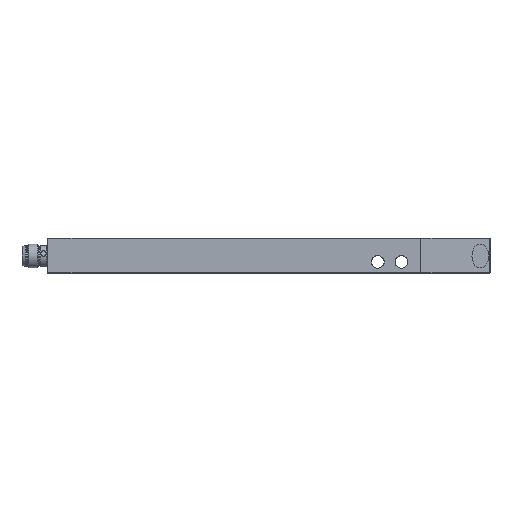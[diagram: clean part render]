
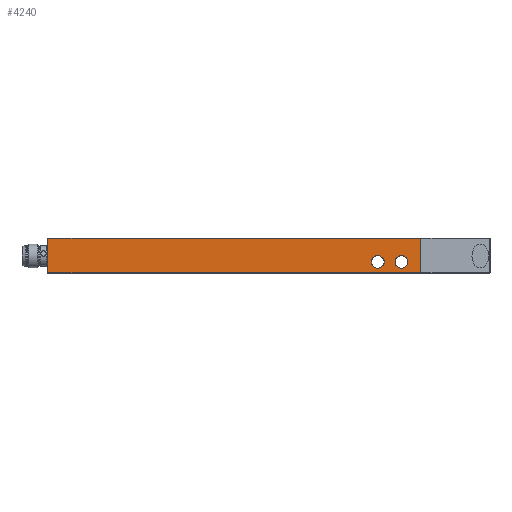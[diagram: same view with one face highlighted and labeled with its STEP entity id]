
A CAD part, front view. The second image highlights one B-rep face of the part: STEP entity #4240.
In plain terms, the highlighted planar face has unit normal (0, -1, 0).
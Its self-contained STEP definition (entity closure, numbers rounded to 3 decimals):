
#232=FACE_BOUND('',#950,.T.);
#233=FACE_BOUND('',#951,.T.);
#397=CIRCLE('',#4663,2.15);
#398=CIRCLE('',#4664,2.15);
#399=CIRCLE('',#4665,2.15);
#400=CIRCLE('',#4666,2.15);
#669=FACE_OUTER_BOUND('',#949,.T.);
#949=EDGE_LOOP('',(#3250,#3251,#3252,#3253));
#950=EDGE_LOOP('',(#3254,#3255));
#951=EDGE_LOOP('',(#3256,#3257));
#1283=LINE('',#7181,#1558);
#1284=LINE('',#7183,#1559);
#1285=LINE('',#7185,#1560);
#1286=LINE('',#7186,#1561);
#1558=VECTOR('',#5658,10.);
#1559=VECTOR('',#5659,10.);
#1560=VECTOR('',#5660,10.);
#1561=VECTOR('',#5661,10.);
#1904=VERTEX_POINT('',#7179);
#1905=VERTEX_POINT('',#7180);
#1906=VERTEX_POINT('',#7182);
#1907=VERTEX_POINT('',#7184);
#1908=VERTEX_POINT('',#7187);
#1909=VERTEX_POINT('',#7188);
#1910=VERTEX_POINT('',#7191);
#1911=VERTEX_POINT('',#7192);
#2395=EDGE_CURVE('',#1904,#1905,#1283,.T.);
#2396=EDGE_CURVE('',#1906,#1904,#1284,.T.);
#2397=EDGE_CURVE('',#1907,#1906,#1285,.T.);
#2398=EDGE_CURVE('',#1905,#1907,#1286,.T.);
#2399=EDGE_CURVE('',#1908,#1909,#397,.T.);
#2400=EDGE_CURVE('',#1909,#1908,#398,.T.);
#2401=EDGE_CURVE('',#1910,#1911,#399,.T.);
#2402=EDGE_CURVE('',#1911,#1910,#400,.T.);
#3250=ORIENTED_EDGE('',*,*,#2395,.F.);
#3251=ORIENTED_EDGE('',*,*,#2396,.F.);
#3252=ORIENTED_EDGE('',*,*,#2397,.F.);
#3253=ORIENTED_EDGE('',*,*,#2398,.F.);
#3254=ORIENTED_EDGE('',*,*,#2399,.T.);
#3255=ORIENTED_EDGE('',*,*,#2400,.T.);
#3256=ORIENTED_EDGE('',*,*,#2401,.T.);
#3257=ORIENTED_EDGE('',*,*,#2402,.T.);
#3954=PLANE('',#4662);
#4240=ADVANCED_FACE('',(#669,#232,#233),#3954,.T.);
#4662=AXIS2_PLACEMENT_3D('',#7178,#5656,#5657);
#4663=AXIS2_PLACEMENT_3D('',#7189,#5662,#5663);
#4664=AXIS2_PLACEMENT_3D('',#7190,#5664,#5665);
#4665=AXIS2_PLACEMENT_3D('',#7193,#5666,#5667);
#4666=AXIS2_PLACEMENT_3D('',#7194,#5668,#5669);
#5656=DIRECTION('center_axis',(0.,-1.,0.));
#5657=DIRECTION('ref_axis',(1.,0.,0.));
#5658=DIRECTION('',(0.,0.,1.));
#5659=DIRECTION('',(-1.,0.,0.));
#5660=DIRECTION('',(0.,0.,-1.));
#5661=DIRECTION('',(1.,0.,0.));
#5662=DIRECTION('center_axis',(0.,1.,0.));
#5663=DIRECTION('ref_axis',(1.,0.,0.));
#5664=DIRECTION('center_axis',(0.,1.,0.));
#5665=DIRECTION('ref_axis',(1.,0.,0.));
#5666=DIRECTION('center_axis',(0.,1.,0.));
#5667=DIRECTION('ref_axis',(1.,0.,0.));
#5668=DIRECTION('center_axis',(0.,1.,0.));
#5669=DIRECTION('ref_axis',(1.,0.,0.));
#7178=CARTESIAN_POINT('Origin',(0.,0.,0.));
#7179=CARTESIAN_POINT('',(0.3,0.,0.3));
#7180=CARTESIAN_POINT('',(0.3,0.,12.));
#7181=CARTESIAN_POINT('',(0.3,0.,0.));
#7182=CARTESIAN_POINT('',(126.376,0.,0.3));
#7183=CARTESIAN_POINT('',(37.5,0.,0.3));
#7184=CARTESIAN_POINT('',(126.376,0.,12.));
#7185=CARTESIAN_POINT('',(126.376,0.,6.));
#7186=CARTESIAN_POINT('',(0.,0.,12.));
#7187=CARTESIAN_POINT('',(114.15,0.,4.));
#7188=CARTESIAN_POINT('',(109.85,0.,4.));
#7189=CARTESIAN_POINT('Origin',(112.,0.,4.));
#7190=CARTESIAN_POINT('Origin',(112.,0.,4.));
#7191=CARTESIAN_POINT('',(122.15,0.,4.));
#7192=CARTESIAN_POINT('',(117.85,0.,4.));
#7193=CARTESIAN_POINT('Origin',(120.,0.,4.));
#7194=CARTESIAN_POINT('Origin',(120.,0.,4.));
